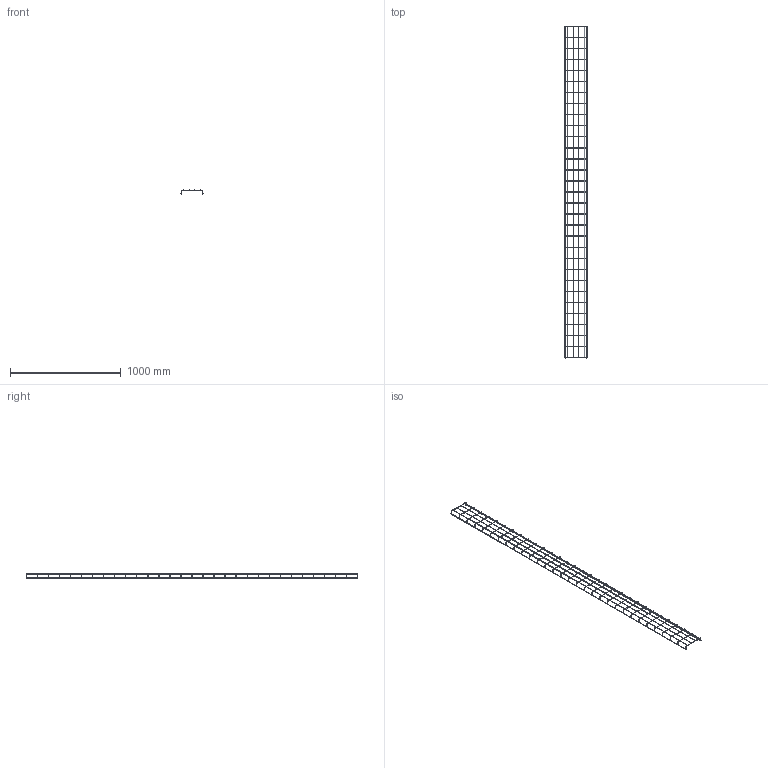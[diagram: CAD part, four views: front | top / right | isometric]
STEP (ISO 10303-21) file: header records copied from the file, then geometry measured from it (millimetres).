
FILE_DESCRIPTION((''),'2;1');
FILE_NAME('930230_PRT','2018-11-07T13:32:07',('tomasz.grudniewski'),(''),'CREO PARAMETRIC BY PTC INC, 2018260','CREO PARAMETRIC BY PTC INC, 2018260','');
FILE_SCHEMA(('CONFIG_CONTROL_DESIGN'));
Length unit declared in the file: millimetre
Products named in the file (1): 930230_PRT
Bounding box: 200 x 3004 x 37 mm (x, y, z)
Volume: 321348.9 mm3; surface area: 322101.1 mm2
Topology: 37 solids, 37 shells, 544 faces, 1014 edges, 544 vertices
Faces by surface type: cylinder 198, bspline 124, torus 124, plane 74, cone 24
Entity records: 27460 total; most frequent: CARTESIAN_POINT 17354, ORIENTED_EDGE 2028, DIRECTION 2026, EDGE_CURVE 1014, AXIS2_PLACEMENT_3D 840, VERTEX_POINT 544, EDGE_LOOP 544, FACE_OUTER_BOUND 544
